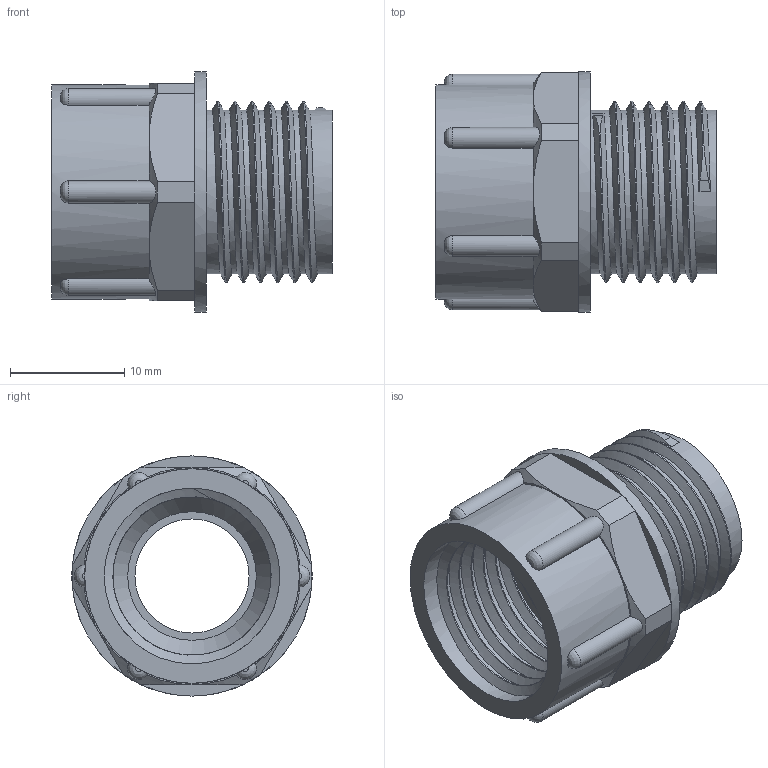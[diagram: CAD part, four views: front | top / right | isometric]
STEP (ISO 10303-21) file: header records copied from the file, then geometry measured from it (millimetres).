
FILE_DESCRIPTION(/* description */ ('Adapter sechskant M 16x1,5 / PG 9'),/* implementation_level */ '2;1');
FILE_NAME(/* name */ '11071609-RST.stp',/* time_stamp */ '2020-05-04T11:49:13+02:00',/* author */ ('sl'),/* organization */ (''),/* preprocessor_version */ 'ST-DEVELOPER v16.5',/* originating_system */ 'Autodesk Inventor 2017',/* authorisation */ '');
FILE_SCHEMA (('AUTOMOTIVE_DESIGN { 1 0 10303 214 3 1 1 }'));
Length unit declared in the file: millimetre
Products named in the file (1): 11071609
Bounding box: 24.5 x 21 x 21 mm (x, y, z)
Volume: 2923.3 mm3; surface area: 3298.5 mm2
Topology: 1 solids, 1 shells, 88 faces, 220 edges, 136 vertices
Faces by surface type: plane 44, cylinder 27, bspline 10, cone 7
Full cylindrical faces by diameter (mm): 9.97 x1, 14.338 x6, 15.362 x6, 18.76 x1, 21 x1
Entity records: 4758 total; most frequent: CARTESIAN_POINT 3107, ORIENTED_EDGE 348, DIRECTION 323, EDGE_CURVE 174, AXIS2_PLACEMENT_3D 139, VERTEX_POINT 108, EDGE_LOOP 88, FACE_OUTER_BOUND 77
